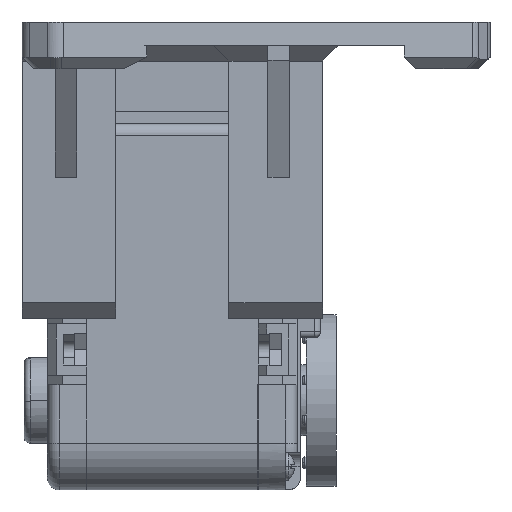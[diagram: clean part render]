
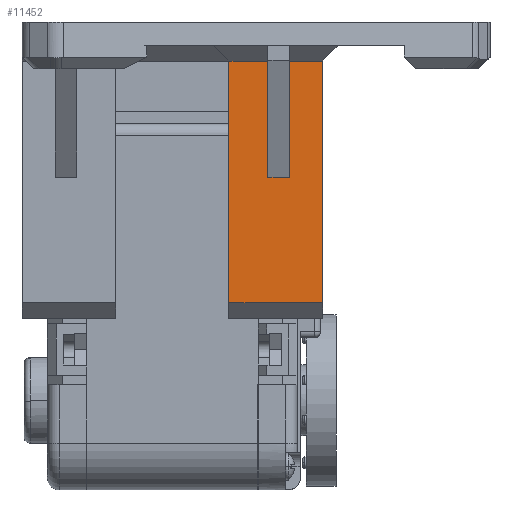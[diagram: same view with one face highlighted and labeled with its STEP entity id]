
A CAD part, left-side view. The second image highlights one B-rep face of the part: STEP entity #11452.
In plain terms, the highlighted planar face has unit normal (-1, 0, 0).
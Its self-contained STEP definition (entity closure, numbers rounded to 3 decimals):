
#42 = DIRECTION ( 'NONE',  ( 0., -1., 0. ) ) ;
#410 = VERTEX_POINT ( 'NONE', #34431 ) ;
#474 = VECTOR ( 'NONE', #42, 1000. ) ;
#2413 = VERTEX_POINT ( 'NONE', #28598 ) ;
#2615 = DIRECTION ( 'NONE',  ( 0., 0., 1. ) ) ;
#4195 = ORIENTED_EDGE ( 'NONE', *, *, #9061, .T. ) ;
#4568 = EDGE_CURVE ( 'NONE', #11137, #410, #11089, .T. ) ;
#6014 = CARTESIAN_POINT ( 'NONE',  ( -20., -36.526, -16.9 ) ) ;
#6240 = VECTOR ( 'NONE', #19869, 1000. ) ;
#6351 = CARTESIAN_POINT ( 'NONE',  ( -20., -31.526, -2. ) ) ;
#6750 = EDGE_CURVE ( 'NONE', #44662, #32685, #40173, .T. ) ;
#6819 = AXIS2_PLACEMENT_3D ( 'NONE', #35205, #25004, #11202 ) ;
#6905 = DIRECTION ( 'NONE',  ( 0., 0., 1. ) ) ;
#7484 = DIRECTION ( 'NONE',  ( 0., 0., 1. ) ) ;
#7946 = EDGE_CURVE ( 'NONE', #15590, #32685, #40422, .T. ) ;
#8062 = CARTESIAN_POINT ( 'NONE',  ( -20., -39.276, -2. ) ) ;
#9061 = EDGE_CURVE ( 'NONE', #15590, #2413, #10313, .T. ) ;
#9195 = DIRECTION ( 'NONE',  ( 0., 1., 0. ) ) ;
#9238 = CARTESIAN_POINT ( 'NONE',  ( -20., -43.526, -2. ) ) ;
#9293 = EDGE_CURVE ( 'NONE', #11137, #26730, #10415, .T. ) ;
#10097 = CARTESIAN_POINT ( 'NONE',  ( -20., -39.276, -16.9 ) ) ;
#10313 = LINE ( 'NONE', #21351, #14290 ) ;
#10415 = LINE ( 'NONE', #34164, #474 ) ;
#10428 = CARTESIAN_POINT ( 'NONE',  ( -20., -31.526, -35. ) ) ;
#11089 = LINE ( 'NONE', #10428, #38882 ) ;
#11137 = VERTEX_POINT ( 'NONE', #18105 ) ;
#11202 = DIRECTION ( 'NONE',  ( 0., 1., 0. ) ) ;
#11373 = VECTOR ( 'NONE', #35802, 1000. ) ;
#11452 = ADVANCED_FACE ( 'NONE', ( #13927 ), #42463, .F. ) ;
#11581 = EDGE_LOOP ( 'NONE', ( #35245, #13204, #40057, #18945, #40867, #41615, #29507, #4195 ) ) ;
#13204 = ORIENTED_EDGE ( 'NONE', *, *, #24349, .T. ) ;
#13454 = CARTESIAN_POINT ( 'NONE',  ( -20., -39.276, -16.9 ) ) ;
#13927 = FACE_OUTER_BOUND ( 'NONE', #11581, .T. ) ;
#14290 = VECTOR ( 'NONE', #34280, 1000. ) ;
#15590 = VERTEX_POINT ( 'NONE', #10097 ) ;
#16391 = CARTESIAN_POINT ( 'NONE',  ( -20., -39.276, -2. ) ) ;
#16706 = LINE ( 'NONE', #6351, #6240 ) ;
#18105 = CARTESIAN_POINT ( 'NONE',  ( -20., -31.526, -33. ) ) ;
#18606 = LINE ( 'NONE', #42622, #11373 ) ;
#18945 = ORIENTED_EDGE ( 'NONE', *, *, #9293, .T. ) ;
#19869 = DIRECTION ( 'NONE',  ( 0., 1., 0. ) ) ;
#20620 = VECTOR ( 'NONE', #2615, 1000. ) ;
#20844 = CARTESIAN_POINT ( 'NONE',  ( -20., -36.526, -2. ) ) ;
#21351 = CARTESIAN_POINT ( 'NONE',  ( -20., -37.901, -16.9 ) ) ;
#21894 = LINE ( 'NONE', #6014, #20620 ) ;
#24349 = EDGE_CURVE ( 'NONE', #30044, #410, #16706, .T. ) ;
#24996 = VECTOR ( 'NONE', #6905, 1000. ) ;
#25004 = DIRECTION ( 'NONE',  ( 1., 0., 0. ) ) ;
#26730 = VERTEX_POINT ( 'NONE', #28829 ) ;
#28598 = CARTESIAN_POINT ( 'NONE',  ( -20., -36.526, -16.9 ) ) ;
#28829 = CARTESIAN_POINT ( 'NONE',  ( -20., -43.526, -33. ) ) ;
#29507 = ORIENTED_EDGE ( 'NONE', *, *, #7946, .F. ) ;
#30044 = VERTEX_POINT ( 'NONE', #20844 ) ;
#32685 = VERTEX_POINT ( 'NONE', #8062 ) ;
#34052 = EDGE_CURVE ( 'NONE', #2413, #30044, #21894, .T. ) ;
#34164 = CARTESIAN_POINT ( 'NONE',  ( -20., -37.526, -33. ) ) ;
#34280 = DIRECTION ( 'NONE',  ( 0., 1., 0. ) ) ;
#34431 = CARTESIAN_POINT ( 'NONE',  ( -20., -31.526, -2. ) ) ;
#35046 = VECTOR ( 'NONE', #9195, 1000. ) ;
#35205 = CARTESIAN_POINT ( 'NONE',  ( -20., -37.526, -35. ) ) ;
#35245 = ORIENTED_EDGE ( 'NONE', *, *, #34052, .T. ) ;
#35802 = DIRECTION ( 'NONE',  ( 0., 0., 1. ) ) ;
#38882 = VECTOR ( 'NONE', #7484, 1000. ) ;
#40057 = ORIENTED_EDGE ( 'NONE', *, *, #4568, .F. ) ;
#40173 = LINE ( 'NONE', #16391, #35046 ) ;
#40422 = LINE ( 'NONE', #13454, #24996 ) ;
#40867 = ORIENTED_EDGE ( 'NONE', *, *, #42647, .T. ) ;
#41615 = ORIENTED_EDGE ( 'NONE', *, *, #6750, .T. ) ;
#42463 = PLANE ( 'NONE',  #6819 ) ;
#42622 = CARTESIAN_POINT ( 'NONE',  ( -20., -43.526, -35. ) ) ;
#42647 = EDGE_CURVE ( 'NONE', #26730, #44662, #18606, .T. ) ;
#44662 = VERTEX_POINT ( 'NONE', #9238 ) ;
